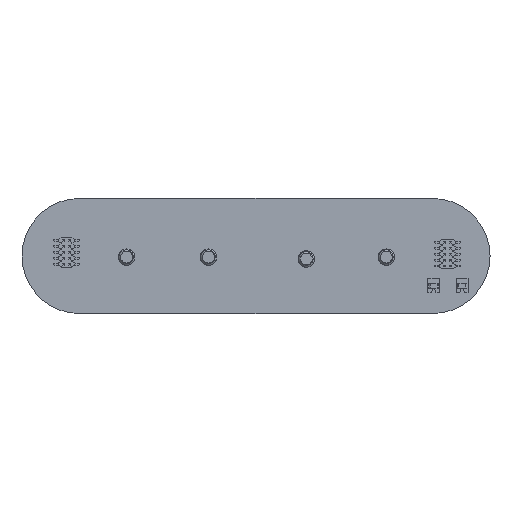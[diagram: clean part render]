
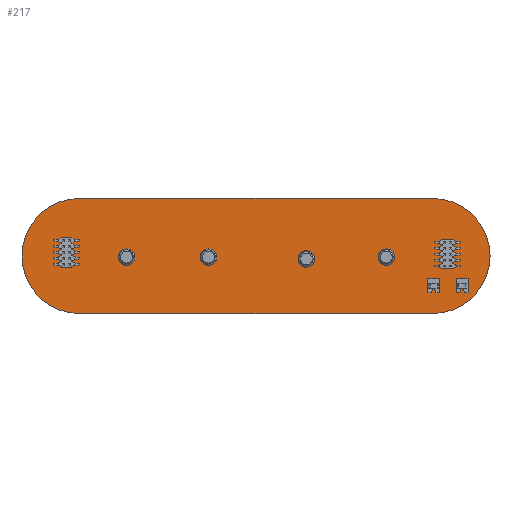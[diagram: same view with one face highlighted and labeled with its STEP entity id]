
A CAD part, top view. The second image highlights one B-rep face of the part: STEP entity #217.
In plain terms, the highlighted planar face has unit normal (0, 0, 1).
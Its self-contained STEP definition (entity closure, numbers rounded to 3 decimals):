
#84 = VERTEX_POINT('',#85);
#85 = CARTESIAN_POINT('',(12.3,0.,1.691));
#91 = EDGE_CURVE('',#84,#92,#94,.T.);
#92 = VERTEX_POINT('',#93);
#93 = CARTESIAN_POINT('',(12.3,24.6,1.691));
#94 = CIRCLE('',#95,12.3);
#95 = AXIS2_PLACEMENT_3D('',#96,#97,#98);
#96 = CARTESIAN_POINT('',(12.3,12.3,1.691));
#97 = DIRECTION('',(0.,0.,-1.));
#98 = DIRECTION('',(0.,-1.,-0.));
#124 = EDGE_CURVE('',#92,#125,#127,.T.);
#125 = VERTEX_POINT('',#126);
#126 = CARTESIAN_POINT('',(87.7,24.6,1.691));
#127 = LINE('',#128,#129);
#128 = CARTESIAN_POINT('',(12.3,24.6,1.691));
#129 = VECTOR('',#130,1.);
#130 = DIRECTION('',(1.,0.,0.));
#155 = EDGE_CURVE('',#125,#156,#158,.T.);
#156 = VERTEX_POINT('',#157);
#157 = CARTESIAN_POINT('',(87.7,0.,1.691));
#158 = CIRCLE('',#159,12.3);
#159 = AXIS2_PLACEMENT_3D('',#160,#161,#162);
#160 = CARTESIAN_POINT('',(87.7,12.3,1.691));
#161 = DIRECTION('',(0.,0.,-1.));
#162 = DIRECTION('',(0.,1.,0.));
#188 = EDGE_CURVE('',#156,#84,#189,.T.);
#189 = LINE('',#190,#191);
#190 = CARTESIAN_POINT('',(87.7,0.,1.691));
#191 = VECTOR('',#192,1.);
#192 = DIRECTION('',(-1.,0.,0.));
#217 = ADVANCED_FACE('',(#218),#224,.F.);
#218 = FACE_BOUND('',#219,.F.);
#219 = EDGE_LOOP('',(#220,#221,#222,#223));
#220 = ORIENTED_EDGE('',*,*,#91,.T.);
#221 = ORIENTED_EDGE('',*,*,#124,.T.);
#222 = ORIENTED_EDGE('',*,*,#155,.T.);
#223 = ORIENTED_EDGE('',*,*,#188,.T.);
#224 = PLANE('',#225);
#225 = AXIS2_PLACEMENT_3D('',#226,#227,#228);
#226 = CARTESIAN_POINT('',(50.,12.3,1.691));
#227 = DIRECTION('',(-0.,-0.,-1.));
#228 = DIRECTION('',(-1.,0.,0.));
